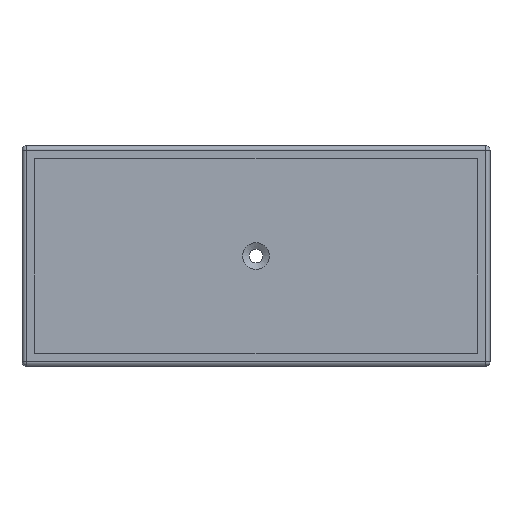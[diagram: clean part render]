
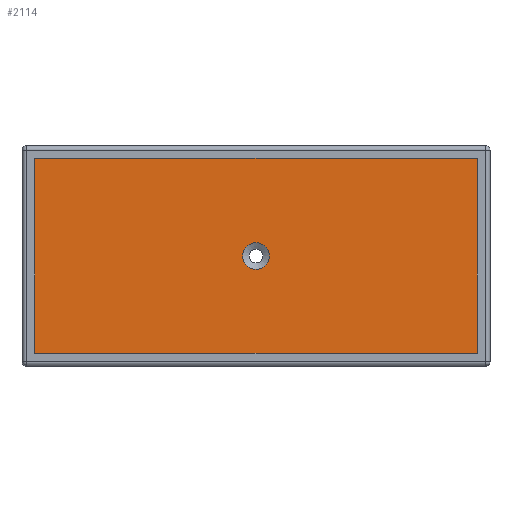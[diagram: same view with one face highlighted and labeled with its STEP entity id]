
A CAD part, top view. The second image highlights one B-rep face of the part: STEP entity #2114.
In plain terms, the highlighted planar face has unit normal (0, 0, 1).
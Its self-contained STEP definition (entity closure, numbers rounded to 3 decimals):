
#296 = PLANE('',#297);
#297 = AXIS2_PLACEMENT_3D('',#298,#299,#300);
#298 = CARTESIAN_POINT('',(0.,0.,0.));
#299 = DIRECTION('',(0.,1.,0.));
#300 = DIRECTION('',(0.,0.,1.));
#713 = PLANE('',#714);
#714 = AXIS2_PLACEMENT_3D('',#715,#716,#717);
#715 = CARTESIAN_POINT('',(4.,0.,4.));
#716 = DIRECTION('',(1.,0.,0.));
#717 = DIRECTION('',(0.,0.,1.));
#921 = VERTEX_POINT('',#922);
#922 = CARTESIAN_POINT('',(4.,0.,4.));
#945 = EDGE_CURVE('',#921,#946,#948,.T.);
#946 = VERTEX_POINT('',#947);
#947 = CARTESIAN_POINT('',(217.9,0.,4.));
#948 = SURFACE_CURVE('',#949,(#953,#960),.PCURVE_S1.);
#949 = LINE('',#950,#951);
#950 = CARTESIAN_POINT('',(4.,0.,4.));
#951 = VECTOR('',#952,1.);
#952 = DIRECTION('',(1.,0.,0.));
#953 = PCURVE('',#296,#954);
#954 = DEFINITIONAL_REPRESENTATION('',(#955),#959);
#955 = LINE('',#956,#957);
#956 = CARTESIAN_POINT('',(4.,4.));
#957 = VECTOR('',#958,1.);
#958 = DIRECTION('',(0.,1.));
#959 = ( GEOMETRIC_REPRESENTATION_CONTEXT(2) 
PARAMETRIC_REPRESENTATION_CONTEXT() REPRESENTATION_CONTEXT('2D SPACE',''
  ) );
#960 = PCURVE('',#961,#966);
#961 = PLANE('',#962);
#962 = AXIS2_PLACEMENT_3D('',#963,#964,#965);
#963 = CARTESIAN_POINT('',(4.,0.,4.));
#964 = DIRECTION('',(0.,0.,1.));
#965 = DIRECTION('',(1.,0.,0.));
#966 = DEFINITIONAL_REPRESENTATION('',(#967),#971);
#967 = LINE('',#968,#969);
#968 = CARTESIAN_POINT('',(0.,0.));
#969 = VECTOR('',#970,1.);
#970 = DIRECTION('',(1.,0.));
#971 = ( GEOMETRIC_REPRESENTATION_CONTEXT(2) 
PARAMETRIC_REPRESENTATION_CONTEXT() REPRESENTATION_CONTEXT('2D SPACE',''
  ) );
#989 = PLANE('',#990);
#990 = AXIS2_PLACEMENT_3D('',#991,#992,#993);
#991 = CARTESIAN_POINT('',(217.9,0.,4.));
#992 = DIRECTION('',(1.,0.,0.));
#993 = DIRECTION('',(0.,0.,1.));
#1741 = EDGE_CURVE('',#921,#1742,#1744,.T.);
#1742 = VERTEX_POINT('',#1743);
#1743 = CARTESIAN_POINT('',(4.,100.4,4.));
#1744 = SURFACE_CURVE('',#1745,(#1749,#1756),.PCURVE_S1.);
#1745 = LINE('',#1746,#1747);
#1746 = CARTESIAN_POINT('',(4.,0.,4.));
#1747 = VECTOR('',#1748,1.);
#1748 = DIRECTION('',(0.,1.,0.));
#1749 = PCURVE('',#713,#1750);
#1750 = DEFINITIONAL_REPRESENTATION('',(#1751),#1755);
#1751 = LINE('',#1752,#1753);
#1752 = CARTESIAN_POINT('',(0.,0.));
#1753 = VECTOR('',#1754,1.);
#1754 = DIRECTION('',(0.,-1.));
#1755 = ( GEOMETRIC_REPRESENTATION_CONTEXT(2) 
PARAMETRIC_REPRESENTATION_CONTEXT() REPRESENTATION_CONTEXT('2D SPACE',''
  ) );
#1756 = PCURVE('',#961,#1757);
#1757 = DEFINITIONAL_REPRESENTATION('',(#1758),#1762);
#1758 = LINE('',#1759,#1760);
#1759 = CARTESIAN_POINT('',(0.,0.));
#1760 = VECTOR('',#1761,1.);
#1761 = DIRECTION('',(0.,1.));
#1762 = ( GEOMETRIC_REPRESENTATION_CONTEXT(2) 
PARAMETRIC_REPRESENTATION_CONTEXT() REPRESENTATION_CONTEXT('2D SPACE',''
  ) );
#1780 = PLANE('',#1781);
#1781 = AXIS2_PLACEMENT_3D('',#1782,#1783,#1784);
#1782 = CARTESIAN_POINT('',(4.,100.4,4.));
#1783 = DIRECTION('',(0.,1.,0.));
#1784 = DIRECTION('',(0.,0.,1.));
#1984 = EDGE_CURVE('',#946,#1985,#1987,.T.);
#1985 = VERTEX_POINT('',#1986);
#1986 = CARTESIAN_POINT('',(217.9,100.4,4.));
#1987 = SURFACE_CURVE('',#1988,(#1992,#1999),.PCURVE_S1.);
#1988 = LINE('',#1989,#1990);
#1989 = CARTESIAN_POINT('',(217.9,0.,4.));
#1990 = VECTOR('',#1991,1.);
#1991 = DIRECTION('',(0.,1.,0.));
#1992 = PCURVE('',#989,#1993);
#1993 = DEFINITIONAL_REPRESENTATION('',(#1994),#1998);
#1994 = LINE('',#1995,#1996);
#1995 = CARTESIAN_POINT('',(0.,0.));
#1996 = VECTOR('',#1997,1.);
#1997 = DIRECTION('',(0.,-1.));
#1998 = ( GEOMETRIC_REPRESENTATION_CONTEXT(2) 
PARAMETRIC_REPRESENTATION_CONTEXT() REPRESENTATION_CONTEXT('2D SPACE',''
  ) );
#1999 = PCURVE('',#961,#2000);
#2000 = DEFINITIONAL_REPRESENTATION('',(#2001),#2005);
#2001 = LINE('',#2002,#2003);
#2002 = CARTESIAN_POINT('',(213.9,0.));
#2003 = VECTOR('',#2004,1.);
#2004 = DIRECTION('',(0.,1.));
#2005 = ( GEOMETRIC_REPRESENTATION_CONTEXT(2) 
PARAMETRIC_REPRESENTATION_CONTEXT() REPRESENTATION_CONTEXT('2D SPACE',''
  ) );
#2114 = ADVANCED_FACE('',(#2115,#2141),#961,.T.);
#2115 = FACE_BOUND('',#2116,.T.);
#2116 = EDGE_LOOP('',(#2117,#2118,#2119,#2120));
#2117 = ORIENTED_EDGE('',*,*,#1741,.F.);
#2118 = ORIENTED_EDGE('',*,*,#945,.T.);
#2119 = ORIENTED_EDGE('',*,*,#1984,.T.);
#2120 = ORIENTED_EDGE('',*,*,#2121,.F.);
#2121 = EDGE_CURVE('',#1742,#1985,#2122,.T.);
#2122 = SURFACE_CURVE('',#2123,(#2127,#2134),.PCURVE_S1.);
#2123 = LINE('',#2124,#2125);
#2124 = CARTESIAN_POINT('',(4.,100.4,4.));
#2125 = VECTOR('',#2126,1.);
#2126 = DIRECTION('',(1.,0.,0.));
#2127 = PCURVE('',#961,#2128);
#2128 = DEFINITIONAL_REPRESENTATION('',(#2129),#2133);
#2129 = LINE('',#2130,#2131);
#2130 = CARTESIAN_POINT('',(0.,100.4));
#2131 = VECTOR('',#2132,1.);
#2132 = DIRECTION('',(1.,0.));
#2133 = ( GEOMETRIC_REPRESENTATION_CONTEXT(2) 
PARAMETRIC_REPRESENTATION_CONTEXT() REPRESENTATION_CONTEXT('2D SPACE',''
  ) );
#2134 = PCURVE('',#1780,#2135);
#2135 = DEFINITIONAL_REPRESENTATION('',(#2136),#2140);
#2136 = LINE('',#2137,#2138);
#2137 = CARTESIAN_POINT('',(0.,0.));
#2138 = VECTOR('',#2139,1.);
#2139 = DIRECTION('',(0.,1.));
#2140 = ( GEOMETRIC_REPRESENTATION_CONTEXT(2) 
PARAMETRIC_REPRESENTATION_CONTEXT() REPRESENTATION_CONTEXT('2D SPACE',''
  ) );
#2141 = FACE_BOUND('',#2142,.T.);
#2142 = EDGE_LOOP('',(#2143));
#2143 = ORIENTED_EDGE('',*,*,#2144,.T.);
#2144 = EDGE_CURVE('',#2145,#2145,#2147,.T.);
#2145 = VERTEX_POINT('',#2146);
#2146 = CARTESIAN_POINT('',(117.28,52.2,4.));
#2147 = SURFACE_CURVE('',#2148,(#2153,#2164),.PCURVE_S1.);
#2148 = CIRCLE('',#2149,6.33);
#2149 = AXIS2_PLACEMENT_3D('',#2150,#2151,#2152);
#2150 = CARTESIAN_POINT('',(110.95,52.2,4.));
#2151 = DIRECTION('',(0.,0.,-1.));
#2152 = DIRECTION('',(1.,0.,0.));
#2153 = PCURVE('',#961,#2154);
#2154 = DEFINITIONAL_REPRESENTATION('',(#2155),#2163);
#2155 = ( BOUNDED_CURVE() B_SPLINE_CURVE(2,(#2156,#2157,#2158,#2159,
#2160,#2161,#2162),.UNSPECIFIED.,.T.,.F.) B_SPLINE_CURVE_WITH_KNOTS((1,2
    ,2,2,2,1),(-2.094,0.,2.094,4.189,
6.283,8.378),.UNSPECIFIED.) CURVE() 
GEOMETRIC_REPRESENTATION_ITEM() RATIONAL_B_SPLINE_CURVE((1.,0.5,1.,0.5,
1.,0.5,1.)) REPRESENTATION_ITEM('') );
#2156 = CARTESIAN_POINT('',(113.28,52.2));
#2157 = CARTESIAN_POINT('',(113.28,41.236));
#2158 = CARTESIAN_POINT('',(103.785,46.718));
#2159 = CARTESIAN_POINT('',(94.29,52.2));
#2160 = CARTESIAN_POINT('',(103.785,57.682));
#2161 = CARTESIAN_POINT('',(113.28,63.164));
#2162 = CARTESIAN_POINT('',(113.28,52.2));
#2163 = ( GEOMETRIC_REPRESENTATION_CONTEXT(2) 
PARAMETRIC_REPRESENTATION_CONTEXT() REPRESENTATION_CONTEXT('2D SPACE',''
  ) );
#2164 = PCURVE('',#2165,#2170);
#2165 = CYLINDRICAL_SURFACE('',#2166,6.33);
#2166 = AXIS2_PLACEMENT_3D('',#2167,#2168,#2169);
#2167 = CARTESIAN_POINT('',(110.95,52.2,4.));
#2168 = DIRECTION('',(0.,0.,-1.));
#2169 = DIRECTION('',(1.,0.,0.));
#2170 = DEFINITIONAL_REPRESENTATION('',(#2171),#2175);
#2171 = LINE('',#2172,#2173);
#2172 = CARTESIAN_POINT('',(0.,0.));
#2173 = VECTOR('',#2174,1.);
#2174 = DIRECTION('',(1.,0.));
#2175 = ( GEOMETRIC_REPRESENTATION_CONTEXT(2) 
PARAMETRIC_REPRESENTATION_CONTEXT() REPRESENTATION_CONTEXT('2D SPACE',''
  ) );
